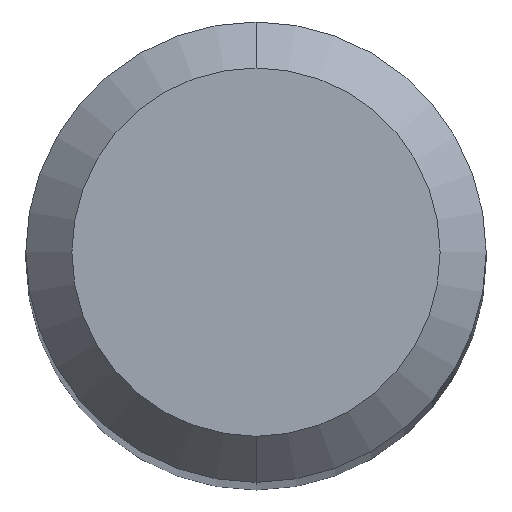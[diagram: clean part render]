
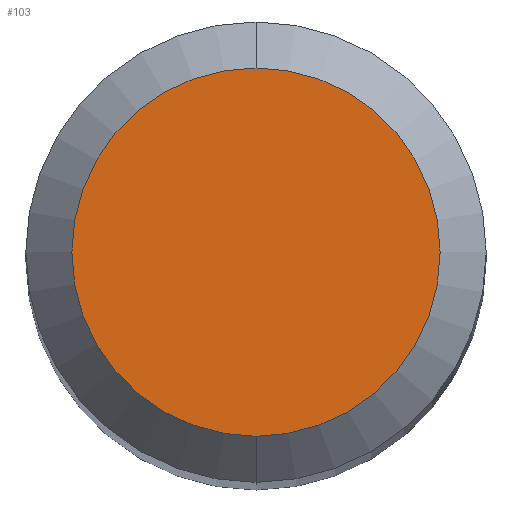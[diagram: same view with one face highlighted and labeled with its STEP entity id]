
A CAD part, top view. The second image highlights one B-rep face of the part: STEP entity #103.
In plain terms, the highlighted planar face has unit normal (0, 0, 1).
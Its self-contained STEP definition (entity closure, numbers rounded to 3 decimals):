
#101=VERTEX_POINT('',#252);
#103=ADVANCED_FACE('',(#254),#255,.T.);
#135=EDGE_CURVE('',#101,#195,#292,.T.);
#189=EDGE_CURVE('',#195,#101,#351,.T.);
#195=VERTEX_POINT('',#357);
#252=CARTESIAN_POINT('',(0.,-1.2,0.0));
#254=FACE_OUTER_BOUND('',#415,.T.);
#255=PLANE('',#416);
#292=CIRCLE('',#467,1.2);
#351=CIRCLE('',#541,1.2);
#357=CARTESIAN_POINT('',(0.0,1.2,0.0));
#415=EDGE_LOOP('',(#605,#606));
#416=AXIS2_PLACEMENT_3D('',#607,#608,#609);
#467=AXIS2_PLACEMENT_3D('',#661,#662,#663);
#541=AXIS2_PLACEMENT_3D('',#727,#728,#729);
#605=ORIENTED_EDGE('',*,*,#189,.F.);
#606=ORIENTED_EDGE('',*,*,#135,.F.);
#607=CARTESIAN_POINT('',(0.0,0.6,0.0));
#608=DIRECTION('',(-0.0,0.0,1.0));
#609=DIRECTION('',(0.0,-1.0,0.0));
#661=CARTESIAN_POINT('',(0.0,0.0,0.0));
#662=DIRECTION('',(0.0,0.0,-1.0));
#663=DIRECTION('',(0.0,1.0,0.0));
#727=CARTESIAN_POINT('',(0.0,0.0,0.0));
#728=DIRECTION('',(0.0,0.0,-1.0));
#729=DIRECTION('',(0.0,1.0,0.0));
